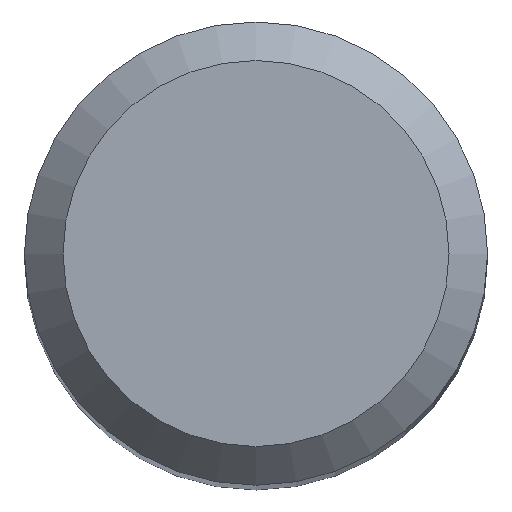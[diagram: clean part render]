
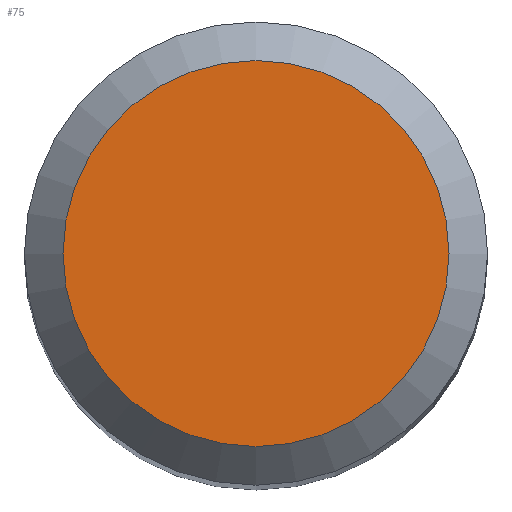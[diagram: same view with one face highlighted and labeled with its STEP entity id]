
A CAD part, top view. The second image highlights one B-rep face of the part: STEP entity #75.
In plain terms, the highlighted planar face has unit normal (0, 0, 1).
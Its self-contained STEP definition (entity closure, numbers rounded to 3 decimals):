
#75=ADVANCED_FACE('',(#94),#88,.T.);
#88=PLANE('',#199);
#94=FACE_OUTER_BOUND('',#100,.T.);
#100=EDGE_LOOP('',(#120));
#120=ORIENTED_EDGE('',*,*,#150,.T.);
#140=VERTEX_POINT('',#277);
#150=EDGE_CURVE('',#140,#140,#160,.T.);
#160=CIRCLE('',#198,2.5);
#198=AXIS2_PLACEMENT_3D('',#276,#228,#229);
#199=AXIS2_PLACEMENT_3D('',#278,#230,#231);
#228=DIRECTION('',(0.,0.,1.));
#229=DIRECTION('',(0.,-1.,0.));
#230=DIRECTION('',(0.,0.,1.));
#231=DIRECTION('',(0.,1.,0.));
#276=CARTESIAN_POINT('',(0.,0.,35.967));
#277=CARTESIAN_POINT('',(0.,-2.5,35.967));
#278=CARTESIAN_POINT('',(0.,0.,35.967));
